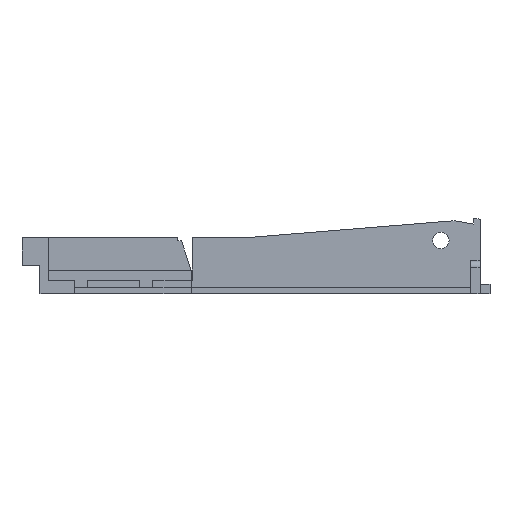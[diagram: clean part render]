
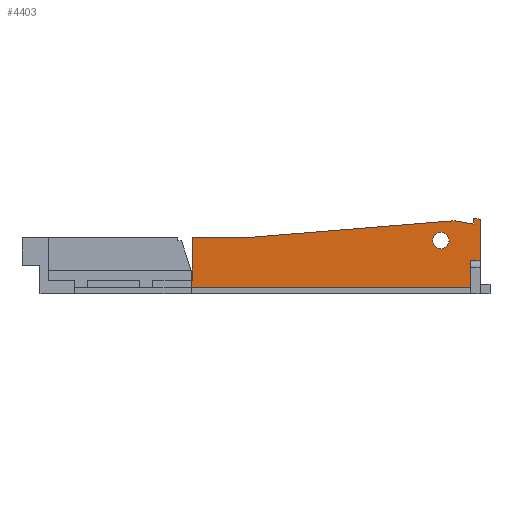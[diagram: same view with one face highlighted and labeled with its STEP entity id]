
A CAD part, left-side view. The second image highlights one B-rep face of the part: STEP entity #4403.
In plain terms, the highlighted planar face has unit normal (-1, 0, 0).
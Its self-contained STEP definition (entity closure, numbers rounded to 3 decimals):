
#6 = ORIENTED_EDGE ( 'NONE', *, *, #6658, .F. ) ;
#69 = ORIENTED_EDGE ( 'NONE', *, *, #1274, .F. ) ;
#99 = DIRECTION ( 'NONE',  ( 0., -1., 0. ) ) ;
#109 = DIRECTION ( 'NONE',  ( 0., 0., 1. ) ) ;
#114 = CARTESIAN_POINT ( 'NONE',  ( -39.541, 62.769, 23.3 ) ) ;
#139 = ORIENTED_EDGE ( 'NONE', *, *, #3969, .F. ) ;
#140 = DIRECTION ( 'NONE',  ( 0., 1., 0. ) ) ;
#165 = ORIENTED_EDGE ( 'NONE', *, *, #1469, .F. ) ;
#186 = VERTEX_POINT ( 'NONE', #1157 ) ;
#511 = DIRECTION ( 'NONE',  ( -1., 0., 0. ) ) ;
#584 = LINE ( 'NONE', #1649, #1066 ) ;
#623 = VECTOR ( 'NONE', #687, 1000. ) ;
#640 = EDGE_CURVE ( 'NONE', #186, #6423, #584, .T. ) ;
#666 = AXIS2_PLACEMENT_3D ( 'NONE', #5859, #1501, #3664 ) ;
#670 = CARTESIAN_POINT ( 'NONE',  ( -39.541, -55.781, 11.466 ) ) ;
#687 = DIRECTION ( 'NONE',  ( 0., 0., 1. ) ) ;
#707 = EDGE_CURVE ( 'NONE', #2776, #4064, #2287, .T. ) ;
#922 = EDGE_CURVE ( 'NONE', #5832, #6606, #6856, .T. ) ;
#935 = VERTEX_POINT ( 'NONE', #5336 ) ;
#958 = VECTOR ( 'NONE', #1397, 1000. ) ;
#976 = ORIENTED_EDGE ( 'NONE', *, *, #2863, .F. ) ;
#1066 = VECTOR ( 'NONE', #3810, 1000. ) ;
#1101 = VECTOR ( 'NONE', #140, 1000. ) ;
#1121 = CARTESIAN_POINT ( 'NONE',  ( -39.541, 96.719, 23.3 ) ) ;
#1157 = CARTESIAN_POINT ( 'NONE',  ( -39.541, -52.447, 30.2 ) ) ;
#1237 = AXIS2_PLACEMENT_3D ( 'NONE', #2767, #4974, #4333 ) ;
#1246 = VERTEX_POINT ( 'NONE', #4327 ) ;
#1274 = EDGE_CURVE ( 'NONE', #935, #186, #6855, .T. ) ;
#1385 = EDGE_CURVE ( 'NONE', #1394, #1246, #4511, .T. ) ;
#1394 = VERTEX_POINT ( 'NONE', #5532 ) ;
#1397 = DIRECTION ( 'NONE',  ( 0., 0., -1. ) ) ;
#1425 = CARTESIAN_POINT ( 'NONE',  ( -39.541, -68.755, 27.481 ) ) ;
#1469 = EDGE_CURVE ( 'NONE', #6606, #1246, #3297, .T. ) ;
#1501 = DIRECTION ( 'NONE',  ( -1., 0., 0. ) ) ;
#1604 = DIRECTION ( 'NONE',  ( 0., -0.985, -0.172 ) ) ;
#1649 = CARTESIAN_POINT ( 'NONE',  ( -39.541, -52.447, -5.367 ) ) ;
#1741 = CARTESIAN_POINT ( 'NONE',  ( -39.541, -63.281, 11.466 ) ) ;
#1815 = EDGE_CURVE ( 'NONE', #4064, #2867, #6601, .T. ) ;
#1899 = CARTESIAN_POINT ( 'NONE',  ( -39.541, 91.386, -2.034 ) ) ;
#1998 = AXIS2_PLACEMENT_3D ( 'NONE', #3209, #511, #6484 ) ;
#2007 = ORIENTED_EDGE ( 'NONE', *, *, #1385, .T. ) ;
#2101 = CARTESIAN_POINT ( 'NONE',  ( -39.541, -35.781, 17.7 ) ) ;
#2166 = CARTESIAN_POINT ( 'NONE',  ( -39.541, 110.886, 1.633 ) ) ;
#2287 = LINE ( 'NONE', #5549, #623 ) ;
#2392 = LINE ( 'NONE', #6184, #3196 ) ;
#2622 = VERTEX_POINT ( 'NONE', #1899 ) ;
#2767 = CARTESIAN_POINT ( 'NONE',  ( -39.541, -63.281, -2.034 ) ) ;
#2776 = VERTEX_POINT ( 'NONE', #6619 ) ;
#2863 = EDGE_CURVE ( 'NONE', #6423, #5832, #4980, .T. ) ;
#2867 = VERTEX_POINT ( 'NONE', #114 ) ;
#3132 = CIRCLE ( 'NONE', #1998, 4.167 ) ;
#3192 = DIRECTION ( 'NONE',  ( 0., -1., 0. ) ) ;
#3196 = VECTOR ( 'NONE', #6726, 1000. ) ;
#3209 = CARTESIAN_POINT ( 'NONE',  ( -39.541, -35.781, 21.866 ) ) ;
#3278 = VECTOR ( 'NONE', #99, 1000. ) ;
#3297 = LINE ( 'NONE', #1741, #1101 ) ;
#3306 = CARTESIAN_POINT ( 'NONE',  ( -39.541, -69.51, 30.23 ) ) ;
#3307 = ORIENTED_EDGE ( 'NONE', *, *, #4924, .F. ) ;
#3521 = EDGE_CURVE ( 'NONE', #2867, #935, #4771, .T. ) ;
#3569 = EDGE_CURVE ( 'NONE', #3826, #3871, #3132, .T. ) ;
#3587 = EDGE_LOOP ( 'NONE', ( #139, #4016 ) ) ;
#3664 = DIRECTION ( 'NONE',  ( 0., -1., 0. ) ) ;
#3810 = DIRECTION ( 'NONE',  ( 0., 0., 1. ) ) ;
#3826 = VERTEX_POINT ( 'NONE', #5063 ) ;
#3871 = VERTEX_POINT ( 'NONE', #2101 ) ;
#3938 = VECTOR ( 'NONE', #109, 1000. ) ;
#3969 = EDGE_CURVE ( 'NONE', #3871, #3826, #6794, .T. ) ;
#4009 = LINE ( 'NONE', #5118, #5360 ) ;
#4016 = ORIENTED_EDGE ( 'NONE', *, *, #3569, .F. ) ;
#4064 = VERTEX_POINT ( 'NONE', #5545 ) ;
#4066 = VERTEX_POINT ( 'NONE', #4448 ) ;
#4120 = FACE_BOUND ( 'NONE', #3587, .T. ) ;
#4281 = ORIENTED_EDGE ( 'NONE', *, *, #3521, .F. ) ;
#4293 = VECTOR ( 'NONE', #6325, 1000. ) ;
#4327 = CARTESIAN_POINT ( 'NONE',  ( -39.541, -50.781, 11.466 ) ) ;
#4333 = DIRECTION ( 'NONE',  ( 0., 1., 0. ) ) ;
#4368 = ORIENTED_EDGE ( 'NONE', *, *, #922, .F. ) ;
#4386 = VECTOR ( 'NONE', #6903, 1000. ) ;
#4403 = ADVANCED_FACE ( 'NONE', ( #6819, #4120 ), #6543, .T. ) ;
#4442 = CARTESIAN_POINT ( 'NONE',  ( -39.541, -50.781, -5.367 ) ) ;
#4448 = CARTESIAN_POINT ( 'NONE',  ( -39.541, 91.386, 1.633 ) ) ;
#4511 = LINE ( 'NONE', #4442, #3938 ) ;
#4771 = LINE ( 'NONE', #7009, #4386 ) ;
#4924 = EDGE_CURVE ( 'NONE', #4066, #2776, #6392, .T. ) ;
#4974 = DIRECTION ( 'NONE',  ( -1., 0., 0. ) ) ;
#4980 = LINE ( 'NONE', #3306, #5339 ) ;
#4988 = CARTESIAN_POINT ( 'NONE',  ( -39.541, -52.447, 33.216 ) ) ;
#5063 = CARTESIAN_POINT ( 'NONE',  ( -39.541, -35.781, 26.033 ) ) ;
#5091 = ORIENTED_EDGE ( 'NONE', *, *, #6292, .T. ) ;
#5118 = CARTESIAN_POINT ( 'NONE',  ( -39.541, 91.386, -2.034 ) ) ;
#5171 = CARTESIAN_POINT ( 'NONE',  ( -39.541, -55.781, 32.633 ) ) ;
#5336 = CARTESIAN_POINT ( 'NONE',  ( -39.541, -42.447, 31.866 ) ) ;
#5339 = VECTOR ( 'NONE', #1604, 1000. ) ;
#5359 = ORIENTED_EDGE ( 'NONE', *, *, #1815, .F. ) ;
#5360 = VECTOR ( 'NONE', #6781, 1000. ) ;
#5532 = CARTESIAN_POINT ( 'NONE',  ( -39.541, -50.781, -2.034 ) ) ;
#5545 = CARTESIAN_POINT ( 'NONE',  ( -39.541, 90.886, 23.3 ) ) ;
#5549 = CARTESIAN_POINT ( 'NONE',  ( -39.541, 90.886, 23.3 ) ) ;
#5648 = VECTOR ( 'NONE', #3192, 1000. ) ;
#5832 = VERTEX_POINT ( 'NONE', #5171 ) ;
#5849 = EDGE_LOOP ( 'NONE', ( #6, #5091, #2007, #165, #4368, #976, #6344, #69, #4281, #5359, #6512, #3307 ) ) ;
#5859 = CARTESIAN_POINT ( 'NONE',  ( -39.541, -35.781, 21.866 ) ) ;
#6184 = CARTESIAN_POINT ( 'NONE',  ( -39.541, -63.281, -2.034 ) ) ;
#6260 = CARTESIAN_POINT ( 'NONE',  ( -39.541, -55.781, 1.633 ) ) ;
#6292 = EDGE_CURVE ( 'NONE', #2622, #1394, #2392, .T. ) ;
#6325 = DIRECTION ( 'NONE',  ( 0., -0.986, -0.164 ) ) ;
#6344 = ORIENTED_EDGE ( 'NONE', *, *, #640, .F. ) ;
#6392 = LINE ( 'NONE', #2166, #5648 ) ;
#6423 = VERTEX_POINT ( 'NONE', #4988 ) ;
#6484 = DIRECTION ( 'NONE',  ( 0., -1., 0. ) ) ;
#6512 = ORIENTED_EDGE ( 'NONE', *, *, #707, .F. ) ;
#6543 = PLANE ( 'NONE',  #1237 ) ;
#6601 = LINE ( 'NONE', #1121, #3278 ) ;
#6606 = VERTEX_POINT ( 'NONE', #670 ) ;
#6619 = CARTESIAN_POINT ( 'NONE',  ( -39.541, 90.886, 1.633 ) ) ;
#6658 = EDGE_CURVE ( 'NONE', #2622, #4066, #4009, .T. ) ;
#6726 = DIRECTION ( 'NONE',  ( 0., -1., 0. ) ) ;
#6781 = DIRECTION ( 'NONE',  ( 0., 0., 1. ) ) ;
#6794 = CIRCLE ( 'NONE', #666, 4.167 ) ;
#6819 = FACE_OUTER_BOUND ( 'NONE', #5849, .T. ) ;
#6855 = LINE ( 'NONE', #1425, #4293 ) ;
#6856 = LINE ( 'NONE', #6260, #958 ) ;
#6903 = DIRECTION ( 'NONE',  ( 0., -0.997, 0.081 ) ) ;
#7009 = CARTESIAN_POINT ( 'NONE',  ( -39.541, -60.132, 33.306 ) ) ;
